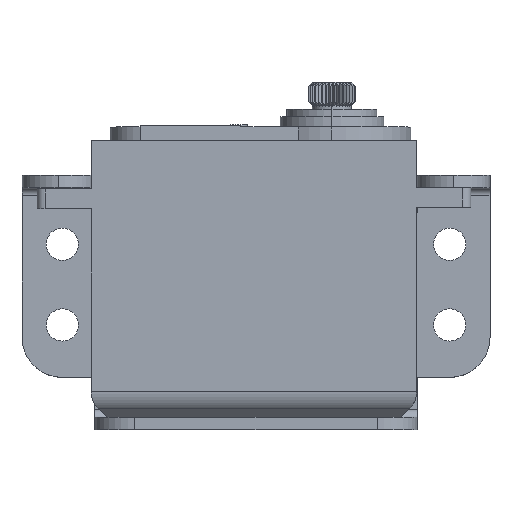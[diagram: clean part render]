
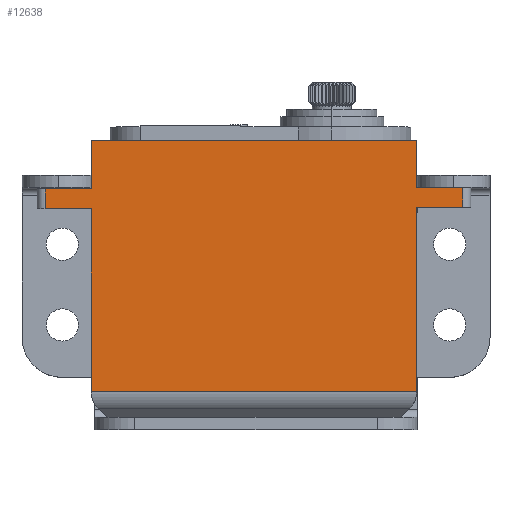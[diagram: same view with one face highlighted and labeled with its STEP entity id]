
A CAD part, top view. The second image highlights one B-rep face of the part: STEP entity #12638.
In plain terms, the highlighted planar face has unit normal (0, 0, 1).
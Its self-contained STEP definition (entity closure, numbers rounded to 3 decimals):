
#280 = CARTESIAN_POINT ( 'NONE',  ( 21.663, 4.243, 8.191 ) ) ;
#425 = DIRECTION ( 'NONE',  ( -1., 0., 0. ) ) ;
#556 = ORIENTED_EDGE ( 'NONE', *, *, #2238, .T. ) ;
#649 = FACE_OUTER_BOUND ( 'NONE', #21748, .T. ) ;
#706 = EDGE_CURVE ( 'NONE', #10074, #22348, #11054, .T. ) ;
#1099 = VECTOR ( 'NONE', #425, 1000. ) ;
#1449 = VERTEX_POINT ( 'NONE', #2938 ) ;
#2079 = ORIENTED_EDGE ( 'NONE', *, *, #7856, .F. ) ;
#2191 = CARTESIAN_POINT ( 'NONE',  ( -18.657, 35.37, 8.191 ) ) ;
#2238 = EDGE_CURVE ( 'NONE', #19683, #23491, #19510, .T. ) ;
#2530 = EDGE_CURVE ( 'NONE', #10074, #23277, #15886, .T. ) ;
#2605 = ORIENTED_EDGE ( 'NONE', *, *, #706, .T. ) ;
#2621 = ORIENTED_EDGE ( 'NONE', *, *, #22557, .F. ) ;
#2704 = ORIENTED_EDGE ( 'NONE', *, *, #2530, .F. ) ;
#2712 = LINE ( 'NONE', #4271, #17400 ) ;
#2718 = VERTEX_POINT ( 'NONE', #17725 ) ;
#2937 = ORIENTED_EDGE ( 'NONE', *, *, #11634, .F. ) ;
#2938 = CARTESIAN_POINT ( 'NONE',  ( -24.367, 29.361, 8.191 ) ) ;
#3191 = CARTESIAN_POINT ( 'NONE',  ( -18.657, 26.901, 8.191 ) ) ;
#3482 = ORIENTED_EDGE ( 'NONE', *, *, #4367, .T. ) ;
#3641 = ORIENTED_EDGE ( 'NONE', *, *, #3734, .T. ) ;
#3734 = EDGE_CURVE ( 'NONE', #17248, #20524, #20902, .T. ) ;
#4271 = CARTESIAN_POINT ( 'NONE',  ( -24.367, 35.37, 8.191 ) ) ;
#4296 = CARTESIAN_POINT ( 'NONE',  ( -18.657, 29.361, 8.191 ) ) ;
#4336 = EDGE_CURVE ( 'NONE', #1449, #17248, #2712, .T. ) ;
#4367 = EDGE_CURVE ( 'NONE', #21619, #10021, #14516, .T. ) ;
#4902 = CARTESIAN_POINT ( 'NONE',  ( -18.657, 35.37, 8.191 ) ) ;
#5520 = VERTEX_POINT ( 'NONE', #22854 ) ;
#6006 = CARTESIAN_POINT ( 'NONE',  ( 27.373, 27.07, 8.191 ) ) ;
#6159 = EDGE_CURVE ( 'NONE', #1449, #23491, #21635, .T. ) ;
#7355 = VECTOR ( 'NONE', #16552, 1000. ) ;
#7856 = EDGE_CURVE ( 'NONE', #19683, #5520, #23143, .T. ) ;
#7945 = DIRECTION ( 'NONE',  ( 0., -1., 0. ) ) ;
#8019 = CARTESIAN_POINT ( 'NONE',  ( -18.657, 4.243, 8.191 ) ) ;
#8375 = CARTESIAN_POINT ( 'NONE',  ( -24.367, 26.901, 8.191 ) ) ;
#8469 = VECTOR ( 'NONE', #19610, 1000. ) ;
#8704 = CARTESIAN_POINT ( 'NONE',  ( 28.373, 27.07, 8.191 ) ) ;
#9605 = VECTOR ( 'NONE', #15459, 1000. ) ;
#9608 = DIRECTION ( 'NONE',  ( 0., 0., -1. ) ) ;
#9767 = LINE ( 'NONE', #15290, #18970 ) ;
#10021 = VERTEX_POINT ( 'NONE', #280 ) ;
#10074 = VERTEX_POINT ( 'NONE', #6006 ) ;
#10301 = CARTESIAN_POINT ( 'NONE',  ( 27.373, 35.37, 8.191 ) ) ;
#10503 = VECTOR ( 'NONE', #21303, 1000. ) ;
#10872 = LINE ( 'NONE', #22444, #1099 ) ;
#11054 = LINE ( 'NONE', #10301, #10503 ) ;
#11346 = PLANE ( 'NONE',  #13590 ) ;
#11634 = EDGE_CURVE ( 'NONE', #23277, #10021, #17167, .T. ) ;
#12271 = DIRECTION ( 'NONE',  ( 1., 0., 0. ) ) ;
#12638 = ADVANCED_FACE ( 'NONE', ( #649 ), #11346, .F. ) ;
#12849 = CARTESIAN_POINT ( 'NONE',  ( 21.663, 35.37, 8.191 ) ) ;
#13151 = CARTESIAN_POINT ( 'NONE',  ( 27.373, 29.53, 8.191 ) ) ;
#13529 = LINE ( 'NONE', #15726, #23307 ) ;
#13590 = AXIS2_PLACEMENT_3D ( 'NONE', #20615, #9608, #22451 ) ;
#14051 = CARTESIAN_POINT ( 'NONE',  ( -25.367, 26.901, 8.191 ) ) ;
#14294 = EDGE_CURVE ( 'NONE', #22348, #2718, #10872, .T. ) ;
#14516 = LINE ( 'NONE', #8019, #9605 ) ;
#14725 = ORIENTED_EDGE ( 'NONE', *, *, #6159, .F. ) ;
#15082 = DIRECTION ( 'NONE',  ( 0., -1., 0. ) ) ;
#15290 = CARTESIAN_POINT ( 'NONE',  ( -18.657, 35.37, 8.191 ) ) ;
#15459 = DIRECTION ( 'NONE',  ( 1., 0., 0. ) ) ;
#15656 = DIRECTION ( 'NONE',  ( 0., -1., 0. ) ) ;
#15726 = CARTESIAN_POINT ( 'NONE',  ( 21.663, 35.37, 8.191 ) ) ;
#15886 = LINE ( 'NONE', #8704, #20172 ) ;
#16487 = CARTESIAN_POINT ( 'NONE',  ( -18.657, 4.243, 8.191 ) ) ;
#16552 = DIRECTION ( 'NONE',  ( 0., -1., 0. ) ) ;
#17167 = LINE ( 'NONE', #12849, #7355 ) ;
#17248 = VERTEX_POINT ( 'NONE', #8375 ) ;
#17400 = VECTOR ( 'NONE', #7945, 1000. ) ;
#17725 = CARTESIAN_POINT ( 'NONE',  ( 21.663, 29.53, 8.191 ) ) ;
#17779 = EDGE_CURVE ( 'NONE', #20524, #21619, #9767, .T. ) ;
#17898 = DIRECTION ( 'NONE',  ( -1., 0., 0. ) ) ;
#18628 = ORIENTED_EDGE ( 'NONE', *, *, #14294, .T. ) ;
#18970 = VECTOR ( 'NONE', #20811, 1000. ) ;
#19510 = LINE ( 'NONE', #2191, #23813 ) ;
#19610 = DIRECTION ( 'NONE',  ( 1., 0., 0. ) ) ;
#19683 = VERTEX_POINT ( 'NONE', #20154 ) ;
#20154 = CARTESIAN_POINT ( 'NONE',  ( -18.657, 35.37, 8.191 ) ) ;
#20172 = VECTOR ( 'NONE', #17898, 1000. ) ;
#20337 = VECTOR ( 'NONE', #12271, 1000. ) ;
#20524 = VERTEX_POINT ( 'NONE', #3191 ) ;
#20615 = CARTESIAN_POINT ( 'NONE',  ( -18.657, 35.37, 8.191 ) ) ;
#20811 = DIRECTION ( 'NONE',  ( 0., -1., 0. ) ) ;
#20902 = LINE ( 'NONE', #14051, #20337 ) ;
#21303 = DIRECTION ( 'NONE',  ( 0., 1., 0. ) ) ;
#21619 = VERTEX_POINT ( 'NONE', #16487 ) ;
#21635 = LINE ( 'NONE', #21947, #22197 ) ;
#21748 = EDGE_LOOP ( 'NONE', ( #14725, #22691, #3641, #23412, #3482, #2937, #2704, #2605, #18628, #2621, #2079, #556 ) ) ;
#21830 = CARTESIAN_POINT ( 'NONE',  ( 21.663, 27.07, 8.191 ) ) ;
#21947 = CARTESIAN_POINT ( 'NONE',  ( -25.367, 29.361, 8.191 ) ) ;
#22197 = VECTOR ( 'NONE', #23789, 1000. ) ;
#22348 = VERTEX_POINT ( 'NONE', #13151 ) ;
#22444 = CARTESIAN_POINT ( 'NONE',  ( 28.373, 29.53, 8.191 ) ) ;
#22451 = DIRECTION ( 'NONE',  ( -1., 0., 0. ) ) ;
#22557 = EDGE_CURVE ( 'NONE', #5520, #2718, #13529, .T. ) ;
#22691 = ORIENTED_EDGE ( 'NONE', *, *, #4336, .T. ) ;
#22854 = CARTESIAN_POINT ( 'NONE',  ( 21.663, 35.37, 8.191 ) ) ;
#23143 = LINE ( 'NONE', #4902, #8469 ) ;
#23277 = VERTEX_POINT ( 'NONE', #21830 ) ;
#23307 = VECTOR ( 'NONE', #15656, 1000. ) ;
#23412 = ORIENTED_EDGE ( 'NONE', *, *, #17779, .T. ) ;
#23491 = VERTEX_POINT ( 'NONE', #4296 ) ;
#23789 = DIRECTION ( 'NONE',  ( 1., 0., 0. ) ) ;
#23813 = VECTOR ( 'NONE', #15082, 1000. ) ;
